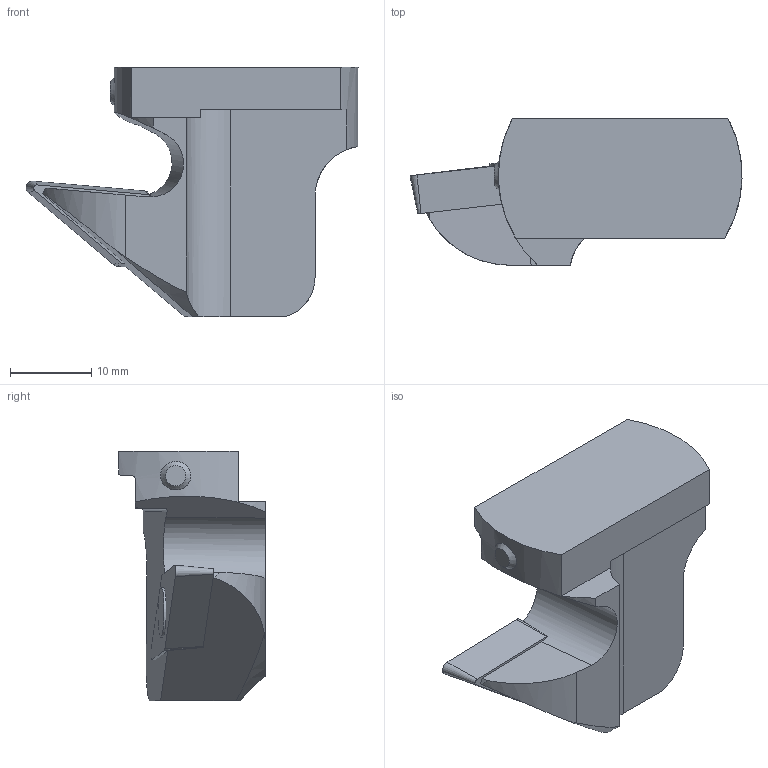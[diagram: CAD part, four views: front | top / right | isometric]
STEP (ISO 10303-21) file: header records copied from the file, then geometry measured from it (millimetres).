
FILE_DESCRIPTION(/* description */ (''),/* implementation_level */ '2;1');
FILE_NAME(/* name */ '1642491586403.stp',/* time_stamp */ '2022-01-18T13:10:07+06:00',/* author */ (''),/* organization */ ('SMS'),/* preprocessor_version */ 'ST-DEVELOPER v16.7',/* originating_system */ 'SIEMENS PLM Software NX 12.0',/* authorisation */ '');
FILE_SCHEMA (('AUTOMOTIVE_DESIGN { 1 0 10303 214 3 1 1 1 }'));
Length unit declared in the file: millimetre
Products named in the file (4): IsoTurningInsert; ASSEMBLY_CONSTRUCTION; 201985357mod000_01; 201659733mod000_02
Assembly tree (3 placements, depth 2):
  201659733mod000_02
    201985357mod000_01
    ASSEMBLY_CONSTRUCTION
    IsoTurningInsert
Bounding box: 40.87 x 18 x 30.68 mm (x, y, z)
Volume: 8289.8 mm3; surface area: 3933 mm2
Topology: 2 solids, 2 shells, 53 faces, 141 edges, 101 vertices
Faces by surface type: plane 29, cylinder 11, cone 9, torus 4
Full cylindrical faces by diameter (mm): 4.4 x2
Entity records: 1934 total; most frequent: CARTESIAN_POINT 466, DIRECTION 293, ORIENTED_EDGE 252, EDGE_CURVE 126, AXIS2_PLACEMENT_3D 112, VERTEX_POINT 88, LINE 69, VECTOR 69
